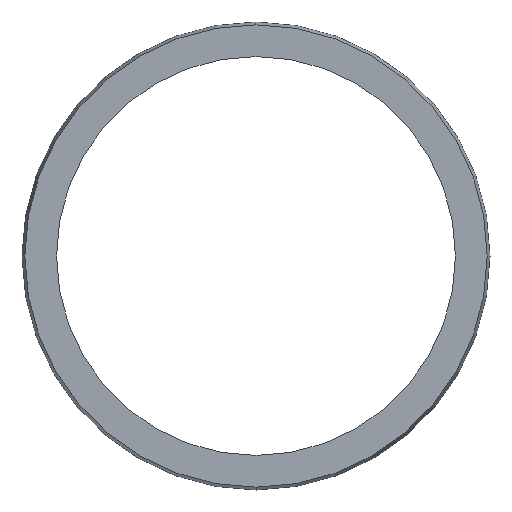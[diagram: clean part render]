
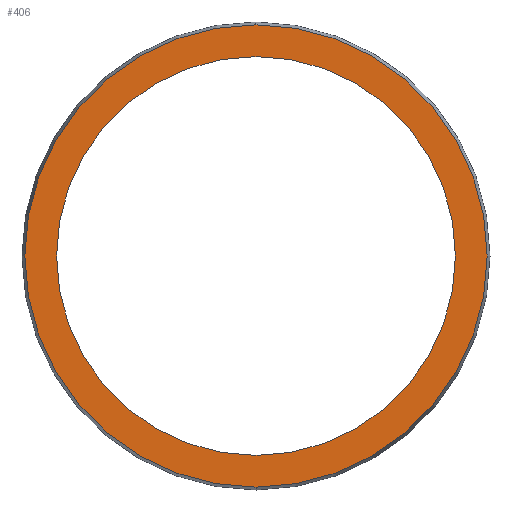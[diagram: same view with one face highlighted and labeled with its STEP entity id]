
A CAD part, left-side view. The second image highlights one B-rep face of the part: STEP entity #406.
In plain terms, the highlighted planar face has unit normal (-1, 0, 0).
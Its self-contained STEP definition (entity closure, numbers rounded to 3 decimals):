
#7 = EDGE_CURVE ( 'NONE', #332, #53, #189, .T. ) ;
#28 = FACE_OUTER_BOUND ( 'NONE', #364, .T. ) ;
#36 = DIRECTION ( 'NONE',  ( 0., 0., 1. ) ) ;
#47 = DIRECTION ( 'NONE',  ( 0., 0., 1. ) ) ;
#53 = VERTEX_POINT ( 'NONE', #293 ) ;
#59 = CARTESIAN_POINT ( 'NONE',  ( 0., 0., 0. ) ) ;
#73 = DIRECTION ( 'NONE',  ( -1., 0., 0. ) ) ;
#77 = AXIS2_PLACEMENT_3D ( 'NONE', #133, #304, #231 ) ;
#81 = EDGE_CURVE ( 'NONE', #225, #116, #268, .T. ) ;
#100 = AXIS2_PLACEMENT_3D ( 'NONE', #140, #309, #271 ) ;
#116 = VERTEX_POINT ( 'NONE', #183 ) ;
#132 = ORIENTED_EDGE ( 'NONE', *, *, #437, .F. ) ;
#133 = CARTESIAN_POINT ( 'NONE',  ( 0., 0., 0. ) ) ;
#140 = CARTESIAN_POINT ( 'NONE',  ( 0., 86.928, 0. ) ) ;
#156 = CARTESIAN_POINT ( 'NONE',  ( 0., 0., 86.928 ) ) ;
#166 = ORIENTED_EDGE ( 'NONE', *, *, #7, .T. ) ;
#176 = PLANE ( 'NONE',  #100 ) ;
#183 = CARTESIAN_POINT ( 'NONE',  ( 0., 0., -75. ) ) ;
#189 = CIRCLE ( 'NONE', #223, 86.928 ) ;
#215 = CARTESIAN_POINT ( 'NONE',  ( 0., 0., 0. ) ) ;
#223 = AXIS2_PLACEMENT_3D ( 'NONE', #59, #374, #269 ) ;
#224 = EDGE_CURVE ( 'NONE', #53, #332, #403, .T. ) ;
#225 = VERTEX_POINT ( 'NONE', #248 ) ;
#228 = AXIS2_PLACEMENT_3D ( 'NONE', #215, #358, #47 ) ;
#231 = DIRECTION ( 'NONE',  ( 0., 0., 1. ) ) ;
#248 = CARTESIAN_POINT ( 'NONE',  ( 0., 0., 75. ) ) ;
#259 = ORIENTED_EDGE ( 'NONE', *, *, #81, .F. ) ;
#268 = CIRCLE ( 'NONE', #77, 75. ) ;
#269 = DIRECTION ( 'NONE',  ( 0., 0., 1. ) ) ;
#271 = DIRECTION ( 'NONE',  ( 0., 0., -1. ) ) ;
#293 = CARTESIAN_POINT ( 'NONE',  ( 0., 0., -86.928 ) ) ;
#301 = FACE_BOUND ( 'NONE', #341, .T. ) ;
#304 = DIRECTION ( 'NONE',  ( -1., 0., 0. ) ) ;
#309 = DIRECTION ( 'NONE',  ( 1., 0., 0. ) ) ;
#332 = VERTEX_POINT ( 'NONE', #156 ) ;
#341 = EDGE_LOOP ( 'NONE', ( #259, #132 ) ) ;
#356 = AXIS2_PLACEMENT_3D ( 'NONE', #425, #73, #36 ) ;
#358 = DIRECTION ( 'NONE',  ( -1., 0., 0. ) ) ;
#364 = EDGE_LOOP ( 'NONE', ( #411, #166 ) ) ;
#374 = DIRECTION ( 'NONE',  ( -1., 0., 0. ) ) ;
#403 = CIRCLE ( 'NONE', #228, 86.928 ) ;
#406 = ADVANCED_FACE ( 'NONE', ( #301, #28 ), #176, .F. ) ;
#408 = CIRCLE ( 'NONE', #356, 75. ) ;
#411 = ORIENTED_EDGE ( 'NONE', *, *, #224, .T. ) ;
#425 = CARTESIAN_POINT ( 'NONE',  ( 0., 0., 0. ) ) ;
#437 = EDGE_CURVE ( 'NONE', #116, #225, #408, .T. ) ;
